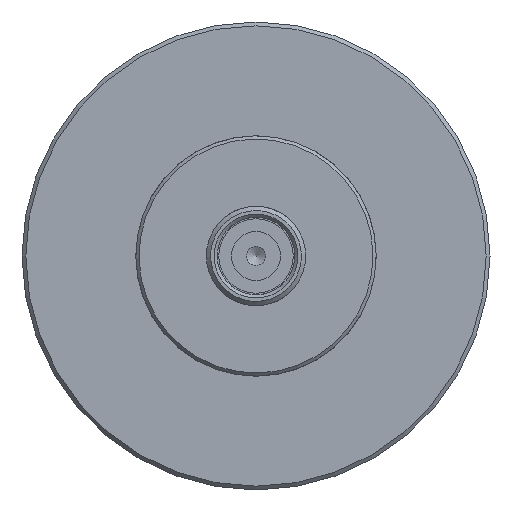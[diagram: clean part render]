
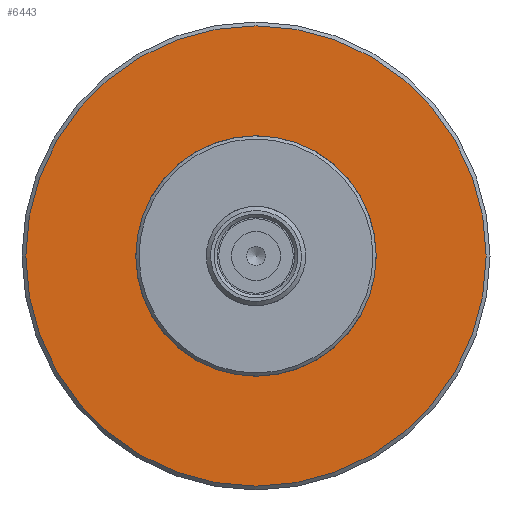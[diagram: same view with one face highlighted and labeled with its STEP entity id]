
A CAD part, front view. The second image highlights one B-rep face of the part: STEP entity #6443.
In plain terms, the highlighted planar face has unit normal (0, -1, 0).
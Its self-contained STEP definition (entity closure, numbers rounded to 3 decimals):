
#1088=PLANE('',#6944);
#1247=CIRCLE('',#6945,5.65);
#1248=CIRCLE('',#6946,10.82);
#2399=ORIENTED_EDGE('',*,*,#3950,.T.);
#2400=ORIENTED_EDGE('',*,*,#3951,.T.);
#3950=EDGE_CURVE('',#4677,#4677,#1247,.T.);
#3951=EDGE_CURVE('',#4678,#4678,#1248,.F.);
#4677=VERTEX_POINT('',#123670);
#4678=VERTEX_POINT('',#123672);
#5423=EDGE_LOOP('',(#2399));
#5424=EDGE_LOOP('',(#2400));
#5885=FACE_BOUND('',#5423,.T.);
#5886=FACE_BOUND('',#5424,.T.);
#6443=ADVANCED_FACE('',(#5885,#5886),#1088,.F.);
#6944=AXIS2_PLACEMENT_3D('',#123668,#7947,#7948);
#6945=AXIS2_PLACEMENT_3D('',#123669,#7949,#7950);
#6946=AXIS2_PLACEMENT_3D('',#123671,#7951,#7952);
#7947=DIRECTION('',(0.,1.,0.));
#7948=DIRECTION('',(0.,0.,1.));
#7949=DIRECTION('',(0.,1.,0.));
#7950=DIRECTION('',(1.,0.,0.));
#7951=DIRECTION('',(0.,1.,0.));
#7952=DIRECTION('',(0.,0.,1.));
#123668=CARTESIAN_POINT('',(0.,0.,0.));
#123669=CARTESIAN_POINT('',(0.,0.,0.));
#123670=CARTESIAN_POINT('',(5.65,0.,0.));
#123671=CARTESIAN_POINT('',(0.,0.,0.));
#123672=CARTESIAN_POINT('',(0.,0.,10.82));
